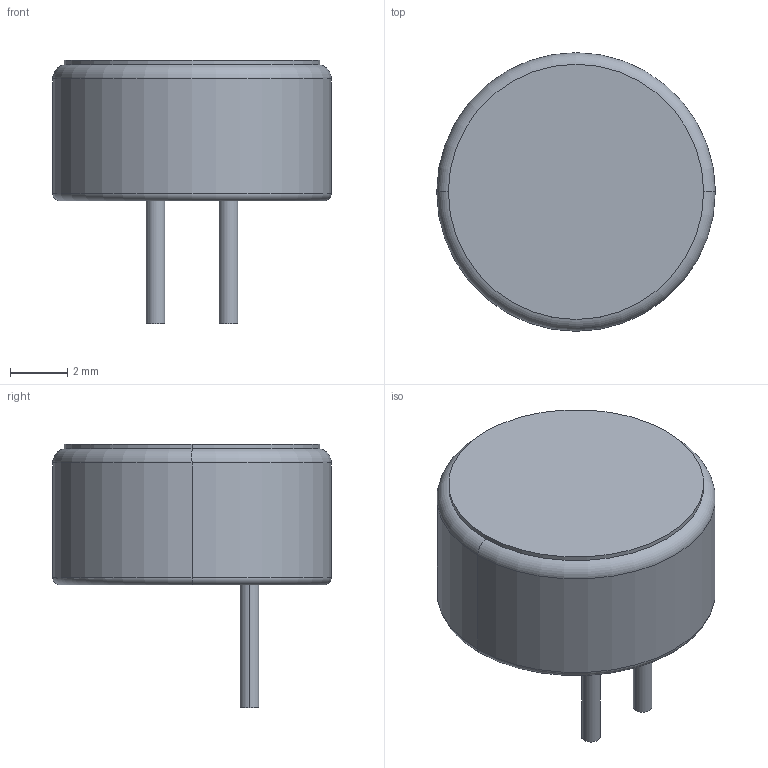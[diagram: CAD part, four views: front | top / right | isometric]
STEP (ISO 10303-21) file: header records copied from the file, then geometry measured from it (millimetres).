
FILE_DESCRIPTION(('FreeCAD Model'),'2;1');
FILE_NAME('User Library-Panasonic_Microphone_WM52BM.step', '2017-10-01T14:57:29',('kicad StepUp'),('ksu MCAD'), 'Open CASCADE STEP processor 6.8','FreeCAD','Unknown');
FILE_SCHEMA(('AUTOMOTIVE_DESIGN_CC2 { 1 2 10303 214 -1 1 5 4 }'));
Length unit declared in the file: millimetre
Products named in the file (1): User_Library-Panasonic_Microphone_WM52BM
Bounding box: 9.7 x 9.7 x 9.17 mm (x, y, z)
Volume: 346.5 mm3; surface area: 310.2 mm2
Topology: 1 solids, 1 shells, 70 faces, 183 edges, 118 vertices
Faces by surface type: cylinder 37, plane 29, torus 4
Entity records: 2678 total; most frequent: DIRECTION 408, CARTESIAN_POINT 372, ORIENTED_EDGE 366, EDGE_CURVE 183, AXIS2_PLACEMENT_3D 154, VERTEX_POINT 118, LINE 100, VECTOR 100
